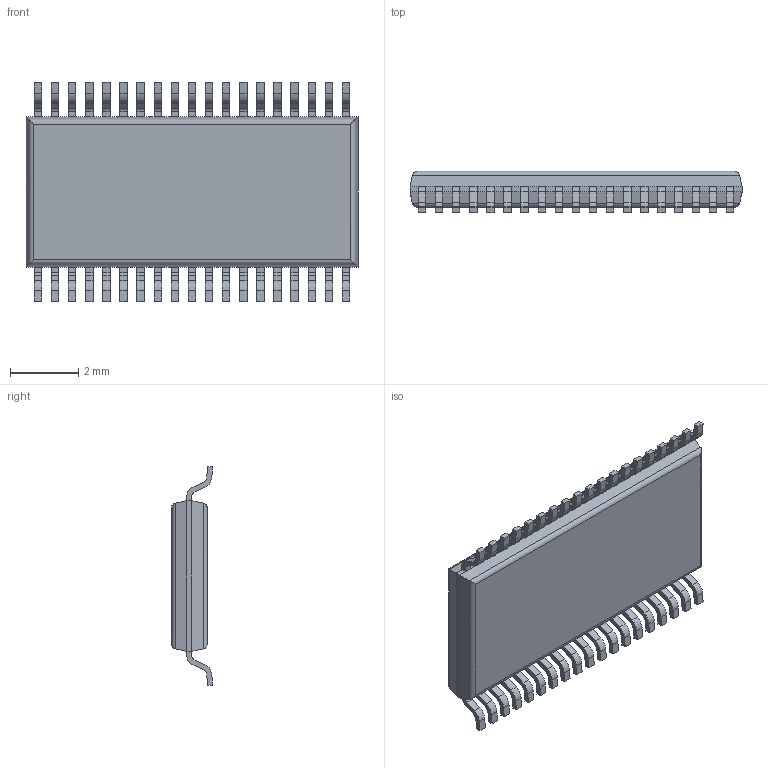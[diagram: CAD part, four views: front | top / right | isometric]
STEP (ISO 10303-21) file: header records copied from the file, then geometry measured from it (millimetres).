
FILE_DESCRIPTION (( 'STEP AP214' ), '1' );
FILE_NAME ('CM2020-00TR.STEP', '2019-02-03T17:18:29', ( '' ), ( '' ), 'SwSTEP 2.0', 'SolidWorks 2017', '' );
FILE_SCHEMA (( 'AUTOMOTIVE_DESIGN' ));
Length unit declared in the file: millimetre
Products named in the file (1): CM2020-00TR
Bounding box: 9.7 x 1.2 x 6.4 mm (x, y, z)
Volume: 45 mm3; surface area: 146.3 mm2
Topology: 39 solids, 39 shells, 556 faces, 1416 edges, 939 vertices
Faces by surface type: plane 394, cylinder 160, sphere 2
Entity records: 17084 total; most frequent: CARTESIAN_POINT 2936, ORIENTED_EDGE 2832, DIRECTION 2830, EDGE_CURVE 1416, LINE 1100, VECTOR 1100, VERTEX_POINT 939, AXIS2_PLACEMENT_3D 865
